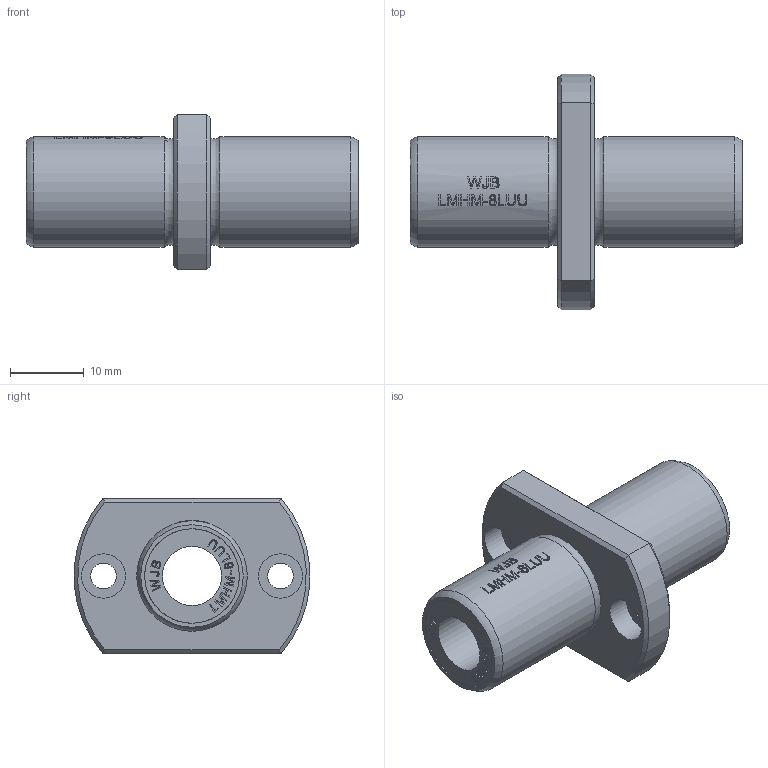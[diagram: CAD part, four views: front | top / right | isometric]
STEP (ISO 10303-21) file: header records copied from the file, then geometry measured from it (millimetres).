
FILE_DESCRIPTION(/* description */ (''),/* implementation_level */ '2;1');
FILE_NAME(/* name */ 'WJB-LMHM-8LUU.stp',/* time_stamp */ '2019-01-27T12:02:51+08:00',/* author */ (''),/* organization */ (''),/* preprocessor_version */ 'ST-DEVELOPER v11',/* originating_system */ 'SIEMENS UGS NX 6.0',/* authorisation */ '');
FILE_SCHEMA (('AUTOMOTIVE_DESIGN { 1 0 10303 214 1 1 1 1 }'));
Length unit declared in the file: millimetre
Products named in the file (1): ROCKE321z0dj
Bounding box: 45 x 31.9 x 21 mm (x, y, z)
Volume: 7601.2 mm3; surface area: 4701.3 mm2
Topology: 1 solids, 1 shells, 381 faces, 975 edges, 650 vertices
Faces by surface type: plane 253, extrusion 93, cylinder 27, cone 4, torus 4
Full cylindrical faces by diameter (mm): 3.5 x2, 6 x2, 8 x1, 12.8 x2, 15 x2
Entity records: 14503 total; most frequent: CARTESIAN_POINT 5863, ORIENTED_EDGE 1924, DIRECTION 1367, EDGE_CURVE 962, VERTEX_POINT 650, VECTOR 601, LINE 508, EDGE_LOOP 454
